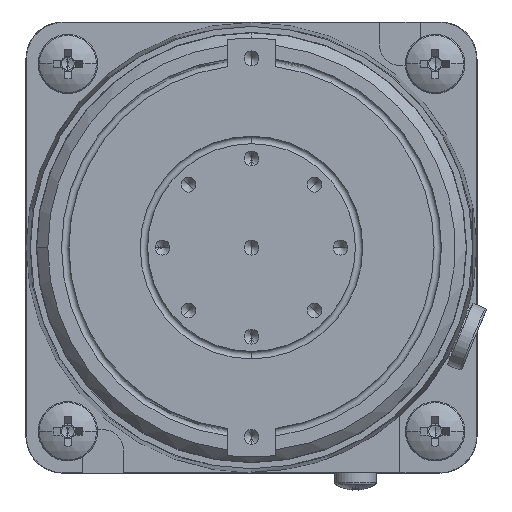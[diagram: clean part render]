
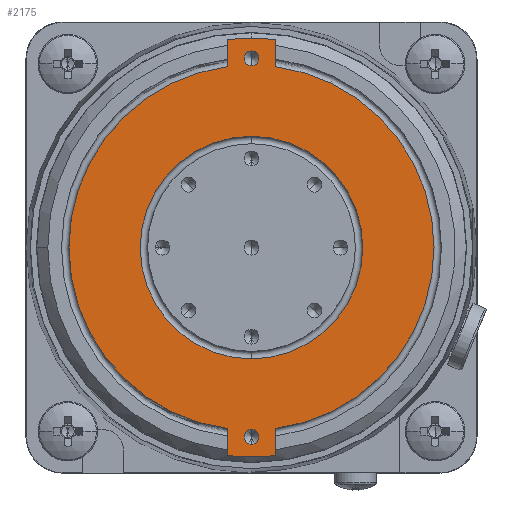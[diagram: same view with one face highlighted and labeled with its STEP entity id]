
A CAD part, left-side view. The second image highlights one B-rep face of the part: STEP entity #2175.
In plain terms, the highlighted planar face has unit normal (-1, 0, 0).
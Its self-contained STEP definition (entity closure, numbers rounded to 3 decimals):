
#37=CARTESIAN_POINT('',(-74.75,0.,0.));
#38=DIRECTION('',(1.,0.,0.));
#39=DIRECTION('',(0.,0.115,0.993));
#40=AXIS2_PLACEMENT_3D('',#37,#38,#39);
#42=CARTESIAN_POINT('',(-74.75,0.,0.));
#43=DIRECTION('',(1.,0.,0.));
#44=DIRECTION('',(0.,0.,1.));
#45=AXIS2_PLACEMENT_3D('',#42,#43,#44);
#47=DIRECTION('',(0.,0.,-1.));
#48=VECTOR('',#47,2.619);
#49=CARTESIAN_POINT('',(-74.75,-3.25,28.012));
#50=LINE('',#49,#48);
#51=DIRECTION('',(0.,0.,-1.));
#52=VECTOR('',#51,1.008);
#53=CARTESIAN_POINT('',(-74.75,-3.25,25.393));
#54=LINE('',#53,#52);
#55=CARTESIAN_POINT('',(-74.75,0.,0.));
#56=DIRECTION('',(1.,0.,0.));
#57=DIRECTION('',(0.,-0.132,0.991));
#58=AXIS2_PLACEMENT_3D('',#55,#56,#57);
#60=CARTESIAN_POINT('',(-74.75,0.,0.));
#61=DIRECTION('',(1.,0.,0.));
#62=DIRECTION('',(0.,-1.,0.));
#63=AXIS2_PLACEMENT_3D('',#60,#61,#62);
#65=DIRECTION('',(0.,0.,-1.));
#66=VECTOR('',#65,1.008);
#67=CARTESIAN_POINT('',(-74.75,-3.25,-24.384));
#68=LINE('',#67,#66);
#69=DIRECTION('',(0.,0.,-1.));
#70=VECTOR('',#69,2.619);
#71=CARTESIAN_POINT('',(-74.75,-3.25,-25.393));
#72=LINE('',#71,#70);
#73=CARTESIAN_POINT('',(-74.75,0.,0.));
#74=DIRECTION('',(1.,0.,0.));
#75=DIRECTION('',(0.,-0.115,-0.993));
#76=AXIS2_PLACEMENT_3D('',#73,#74,#75);
#78=CARTESIAN_POINT('',(-74.75,0.,0.));
#79=DIRECTION('',(1.,0.,0.));
#80=DIRECTION('',(0.,0.,-1.));
#81=AXIS2_PLACEMENT_3D('',#78,#79,#80);
#83=DIRECTION('',(0.,0.,1.));
#84=VECTOR('',#83,2.619);
#85=CARTESIAN_POINT('',(-74.75,3.25,-28.012));
#86=LINE('',#85,#84);
#87=DIRECTION('',(0.,0.,1.));
#88=VECTOR('',#87,1.008);
#89=CARTESIAN_POINT('',(-74.75,3.25,-25.393));
#90=LINE('',#89,#88);
#91=CARTESIAN_POINT('',(-74.75,0.,0.));
#92=DIRECTION('',(1.,0.,0.));
#93=DIRECTION('',(0.,0.132,-0.991));
#94=AXIS2_PLACEMENT_3D('',#91,#92,#93);
#96=CARTESIAN_POINT('',(-74.75,0.,0.));
#97=DIRECTION('',(1.,0.,0.));
#98=DIRECTION('',(0.,1.,0.));
#99=AXIS2_PLACEMENT_3D('',#96,#97,#98);
#101=DIRECTION('',(0.,0.,1.));
#102=VECTOR('',#101,1.008);
#103=CARTESIAN_POINT('',(-74.75,3.25,24.384));
#104=LINE('',#103,#102);
#105=DIRECTION('',(0.,0.,1.));
#106=VECTOR('',#105,2.619);
#107=CARTESIAN_POINT('',(-74.75,3.25,25.393));
#108=LINE('',#107,#106);
#109=CARTESIAN_POINT('',(-74.75,0.,0.));
#110=DIRECTION('',(-1.,0.,0.));
#111=DIRECTION('',(0.,1.,0.));
#112=AXIS2_PLACEMENT_3D('',#109,#110,#111);
#114=CARTESIAN_POINT('',(-74.75,0.,0.));
#115=DIRECTION('',(-1.,0.,0.));
#116=DIRECTION('',(0.,-1.,0.));
#117=AXIS2_PLACEMENT_3D('',#114,#115,#116);
#119=CARTESIAN_POINT('',(-74.75,0.,-25.5));
#120=DIRECTION('',(-1.,0.,0.));
#121=DIRECTION('',(0.,0.,-1.));
#122=AXIS2_PLACEMENT_3D('',#119,#120,#121);
#124=CARTESIAN_POINT('',(-74.75,0.,-25.5));
#125=DIRECTION('',(-1.,0.,0.));
#126=DIRECTION('',(0.,0.,1.));
#127=AXIS2_PLACEMENT_3D('',#124,#125,#126);
#129=CARTESIAN_POINT('',(-74.75,0.,25.5));
#130=DIRECTION('',(-1.,0.,0.));
#131=DIRECTION('',(0.,0.,-1.));
#132=AXIS2_PLACEMENT_3D('',#129,#130,#131);
#134=CARTESIAN_POINT('',(-74.75,0.,25.5));
#135=DIRECTION('',(-1.,0.,0.));
#136=DIRECTION('',(0.,0.,1.));
#137=AXIS2_PLACEMENT_3D('',#134,#135,#136);
#1692=CARTESIAN_POINT('',(-74.75,3.25,28.012));
#1693=CARTESIAN_POINT('',(-74.75,0.,28.2));
#1694=VERTEX_POINT('',#1692);
#1695=VERTEX_POINT('',#1693);
#1700=CARTESIAN_POINT('',(-74.75,-3.25,28.012));
#1701=VERTEX_POINT('',#1700);
#1702=CARTESIAN_POINT('',(-74.75,-3.25,25.393));
#1703=VERTEX_POINT('',#1702);
#1704=CARTESIAN_POINT('',(-74.75,-3.25,24.384));
#1705=VERTEX_POINT('',#1704);
#1706=CARTESIAN_POINT('',(-74.75,-24.6,0.));
#1707=CARTESIAN_POINT('',(-74.75,-3.25,-24.384));
#1708=VERTEX_POINT('',#1706);
#1709=VERTEX_POINT('',#1707);
#1710=CARTESIAN_POINT('',(-74.75,-3.25,-25.393));
#1711=VERTEX_POINT('',#1710);
#1712=CARTESIAN_POINT('',(-74.75,-3.25,-28.012));
#1713=VERTEX_POINT('',#1712);
#1714=CARTESIAN_POINT('',(-74.75,0.,-28.2));
#1715=CARTESIAN_POINT('',(-74.75,3.25,-28.012));
#1716=VERTEX_POINT('',#1714);
#1717=VERTEX_POINT('',#1715);
#1718=CARTESIAN_POINT('',(-74.75,3.25,-25.393));
#1719=VERTEX_POINT('',#1718);
#1720=CARTESIAN_POINT('',(-74.75,3.25,-24.384));
#1721=VERTEX_POINT('',#1720);
#1722=CARTESIAN_POINT('',(-74.75,24.6,0.));
#1723=CARTESIAN_POINT('',(-74.75,3.25,24.384));
#1724=VERTEX_POINT('',#1722);
#1725=VERTEX_POINT('',#1723);
#1726=CARTESIAN_POINT('',(-74.75,3.25,25.393));
#1727=VERTEX_POINT('',#1726);
#1728=CARTESIAN_POINT('',(-74.75,15.,0.));
#1729=CARTESIAN_POINT('',(-74.75,-15.,0.));
#1730=VERTEX_POINT('',#1728);
#1731=VERTEX_POINT('',#1729);
#1732=CARTESIAN_POINT('',(-74.75,0.,-26.5));
#1733=CARTESIAN_POINT('',(-74.75,0.,-24.5));
#1734=VERTEX_POINT('',#1732);
#1735=VERTEX_POINT('',#1733);
#1736=CARTESIAN_POINT('',(-74.75,0.,24.5));
#1737=CARTESIAN_POINT('',(-74.75,0.,26.5));
#1738=VERTEX_POINT('',#1736);
#1739=VERTEX_POINT('',#1737);
#2119=CARTESIAN_POINT('',(-74.75,0.,0.));
#2120=DIRECTION('',(-1.,0.,0.));
#2121=DIRECTION('',(0.,1.,0.));
#2122=AXIS2_PLACEMENT_3D('',#2119,#2120,#2121);
#2123=PLANE('',#2122);
#2124=ORIENTED_EDGE('',*,*,#2105,.T.);
#2126=ORIENTED_EDGE('',*,*,#2125,.T.);
#2128=ORIENTED_EDGE('',*,*,#2127,.T.);
#2130=ORIENTED_EDGE('',*,*,#2129,.T.);
#2132=ORIENTED_EDGE('',*,*,#2131,.T.);
#2134=ORIENTED_EDGE('',*,*,#2133,.T.);
#2136=ORIENTED_EDGE('',*,*,#2135,.T.);
#2138=ORIENTED_EDGE('',*,*,#2137,.T.);
#2140=ORIENTED_EDGE('',*,*,#2139,.T.);
#2142=ORIENTED_EDGE('',*,*,#2141,.T.);
#2144=ORIENTED_EDGE('',*,*,#2143,.T.);
#2146=ORIENTED_EDGE('',*,*,#2145,.T.);
#2148=ORIENTED_EDGE('',*,*,#2147,.T.);
#2150=ORIENTED_EDGE('',*,*,#2149,.T.);
#2152=ORIENTED_EDGE('',*,*,#2151,.T.);
#2154=ORIENTED_EDGE('',*,*,#2153,.T.);
#2155=EDGE_LOOP('',(#2124,#2126,#2128,#2130,#2132,#2134,#2136,#2138,#2140,#2142,
#2144,#2146,#2148,#2150,#2152,#2154));
#2156=FACE_OUTER_BOUND('',#2155,.F.);
#2158=ORIENTED_EDGE('',*,*,#2157,.T.);
#2160=ORIENTED_EDGE('',*,*,#2159,.T.);
#2161=EDGE_LOOP('',(#2158,#2160));
#2162=FACE_BOUND('',#2161,.F.);
#2164=ORIENTED_EDGE('',*,*,#2163,.T.);
#2166=ORIENTED_EDGE('',*,*,#2165,.T.);
#2167=EDGE_LOOP('',(#2164,#2166));
#2168=FACE_BOUND('',#2167,.F.);
#2170=ORIENTED_EDGE('',*,*,#2169,.T.);
#2172=ORIENTED_EDGE('',*,*,#2171,.T.);
#2173=EDGE_LOOP('',(#2170,#2172));
#2174=FACE_BOUND('',#2173,.F.);
#2175=ADVANCED_FACE('',(#2156,#2162,#2168,#2174),#2123,.T.);
#41=CIRCLE('',#40,28.2);
#46=CIRCLE('',#45,28.2);
#59=CIRCLE('',#58,24.6);
#64=CIRCLE('',#63,24.6);
#77=CIRCLE('',#76,28.2);
#82=CIRCLE('',#81,28.2);
#95=CIRCLE('',#94,24.6);
#100=CIRCLE('',#99,24.6);
#113=CIRCLE('',#112,15.);
#118=CIRCLE('',#117,15.);
#123=CIRCLE('',#122,1.);
#128=CIRCLE('',#127,1.);
#133=CIRCLE('',#132,1.);
#138=CIRCLE('',#137,1.);
#2105=EDGE_CURVE('',#1694,#1695,#41,.T.);
#2125=EDGE_CURVE('',#1695,#1701,#46,.T.);
#2127=EDGE_CURVE('',#1701,#1703,#50,.T.);
#2129=EDGE_CURVE('',#1703,#1705,#54,.T.);
#2131=EDGE_CURVE('',#1705,#1708,#59,.T.);
#2133=EDGE_CURVE('',#1708,#1709,#64,.T.);
#2135=EDGE_CURVE('',#1709,#1711,#68,.T.);
#2137=EDGE_CURVE('',#1711,#1713,#72,.T.);
#2139=EDGE_CURVE('',#1713,#1716,#77,.T.);
#2141=EDGE_CURVE('',#1716,#1717,#82,.T.);
#2143=EDGE_CURVE('',#1717,#1719,#86,.T.);
#2145=EDGE_CURVE('',#1719,#1721,#90,.T.);
#2147=EDGE_CURVE('',#1721,#1724,#95,.T.);
#2149=EDGE_CURVE('',#1724,#1725,#100,.T.);
#2151=EDGE_CURVE('',#1725,#1727,#104,.T.);
#2153=EDGE_CURVE('',#1727,#1694,#108,.T.);
#2157=EDGE_CURVE('',#1730,#1731,#113,.T.);
#2159=EDGE_CURVE('',#1731,#1730,#118,.T.);
#2163=EDGE_CURVE('',#1734,#1735,#123,.T.);
#2165=EDGE_CURVE('',#1735,#1734,#128,.T.);
#2169=EDGE_CURVE('',#1738,#1739,#133,.T.);
#2171=EDGE_CURVE('',#1739,#1738,#138,.T.);
